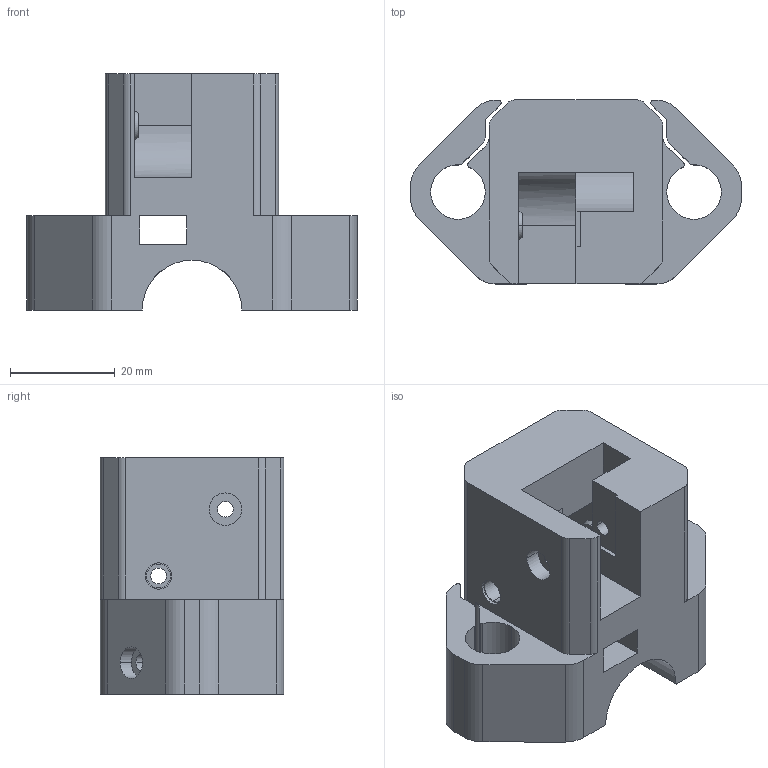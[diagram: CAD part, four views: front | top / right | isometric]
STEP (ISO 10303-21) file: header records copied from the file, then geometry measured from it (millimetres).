
FILE_DESCRIPTION (( 'STEP AP214' ), '1' );
FILE_NAME ('Y-Carriage_xDia10_LM10UU_1.0.STEP', '2017-06-06T06:24:40', ( '' ), ( '' ), 'SwSTEP 2.0', 'SolidWorks 2014', '' );
FILE_SCHEMA (( 'AUTOMOTIVE_DESIGN' ));
Length unit declared in the file: millimetre
Products named in the file (1): Y-Carriage_xDia10_LM10UU_1.0
Bounding box: 63 x 35 x 45 mm (x, y, z)
Volume: 40980.8 mm3; surface area: 16282.1 mm2
Topology: 1 solids, 1 shells, 182 faces, 467 edges, 311 vertices
Faces by surface type: cylinder 94, plane 82, cone 6
Entity records: 5678 total; most frequent: DIRECTION 1026, CARTESIAN_POINT 985, ORIENTED_EDGE 934, EDGE_CURVE 467, AXIS2_PLACEMENT_3D 384, VERTEX_POINT 311, LINE 258, VECTOR 258
